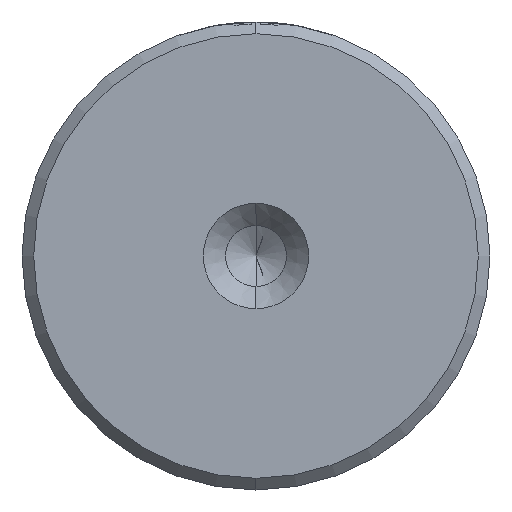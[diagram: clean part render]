
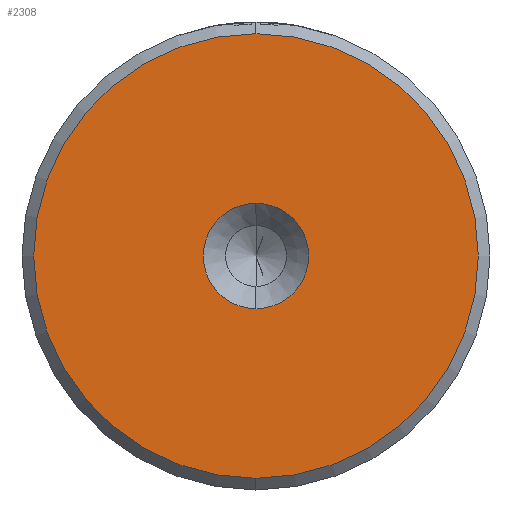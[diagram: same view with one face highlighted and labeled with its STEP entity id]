
A CAD part, left-side view. The second image highlights one B-rep face of the part: STEP entity #2308.
In plain terms, the highlighted planar face has unit normal (-1, 0, 0).
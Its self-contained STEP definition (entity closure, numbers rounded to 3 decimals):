
#1 = CARTESIAN_POINT ( 'NONE',  ( 0., 0., 0. ) ) ;
#58 = CARTESIAN_POINT ( 'NONE',  ( 0., 0., -2.25 ) ) ;
#114 = CARTESIAN_POINT ( 'NONE',  ( 0., 0., 0. ) ) ;
#175 = CARTESIAN_POINT ( 'NONE',  ( 0., 0., 2.25 ) ) ;
#179 = AXIS2_PLACEMENT_3D ( 'NONE', #1, #1693, #2233 ) ;
#191 = DIRECTION ( 'NONE',  ( -1., 0., 0. ) ) ;
#242 = ORIENTED_EDGE ( 'NONE', *, *, #1107, .F. ) ;
#278 = CARTESIAN_POINT ( 'NONE',  ( 0., 0., 9.5 ) ) ;
#543 = EDGE_LOOP ( 'NONE', ( #2026, #771 ) ) ;
#581 = CIRCLE ( 'NONE', #752, 2.25 ) ;
#629 = DIRECTION ( 'NONE',  ( -1., 0., 0. ) ) ;
#667 = CIRCLE ( 'NONE', #997, 9.5 ) ;
#670 = AXIS2_PLACEMENT_3D ( 'NONE', #114, #2349, #2341 ) ;
#752 = AXIS2_PLACEMENT_3D ( 'NONE', #1321, #191, #1512 ) ;
#771 = ORIENTED_EDGE ( 'NONE', *, *, #1246, .T. ) ;
#796 = FACE_BOUND ( 'NONE', #950, .T. ) ;
#877 = EDGE_CURVE ( 'NONE', #1491, #1799, #991, .T. ) ;
#909 = CARTESIAN_POINT ( 'NONE',  ( 0., 0., 0. ) ) ;
#945 = PLANE ( 'NONE',  #179 ) ;
#950 = EDGE_LOOP ( 'NONE', ( #2239, #242 ) ) ;
#991 = CIRCLE ( 'NONE', #670, 9.5 ) ;
#997 = AXIS2_PLACEMENT_3D ( 'NONE', #1743, #629, #1932 ) ;
#1092 = DIRECTION ( 'NONE',  ( 0., 0., 1. ) ) ;
#1107 = EDGE_CURVE ( 'NONE', #1243, #2271, #581, .T. ) ;
#1243 = VERTEX_POINT ( 'NONE', #58 ) ;
#1246 = EDGE_CURVE ( 'NONE', #1799, #1491, #667, .T. ) ;
#1321 = CARTESIAN_POINT ( 'NONE',  ( 0., 0., 0. ) ) ;
#1491 = VERTEX_POINT ( 'NONE', #2326 ) ;
#1512 = DIRECTION ( 'NONE',  ( 0., 0., 1. ) ) ;
#1693 = DIRECTION ( 'NONE',  ( -1., 0., 0. ) ) ;
#1743 = CARTESIAN_POINT ( 'NONE',  ( 0., 0., 0. ) ) ;
#1799 = VERTEX_POINT ( 'NONE', #278 ) ;
#1903 = FACE_OUTER_BOUND ( 'NONE', #543, .T. ) ;
#1932 = DIRECTION ( 'NONE',  ( 0., 0., 1. ) ) ;
#1981 = CIRCLE ( 'NONE', #2131, 2.25 ) ;
#1989 = EDGE_CURVE ( 'NONE', #2271, #1243, #1981, .T. ) ;
#2026 = ORIENTED_EDGE ( 'NONE', *, *, #877, .T. ) ;
#2131 = AXIS2_PLACEMENT_3D ( 'NONE', #909, #2187, #1092 ) ;
#2187 = DIRECTION ( 'NONE',  ( -1., 0., 0. ) ) ;
#2233 = DIRECTION ( 'NONE',  ( 0., 0., 1. ) ) ;
#2239 = ORIENTED_EDGE ( 'NONE', *, *, #1989, .F. ) ;
#2271 = VERTEX_POINT ( 'NONE', #175 ) ;
#2308 = ADVANCED_FACE ( 'NONE', ( #1903, #796 ), #945, .T. ) ;
#2326 = CARTESIAN_POINT ( 'NONE',  ( 0., 0., -9.5 ) ) ;
#2341 = DIRECTION ( 'NONE',  ( 0., 0., 1. ) ) ;
#2349 = DIRECTION ( 'NONE',  ( -1., 0., 0. ) ) ;
